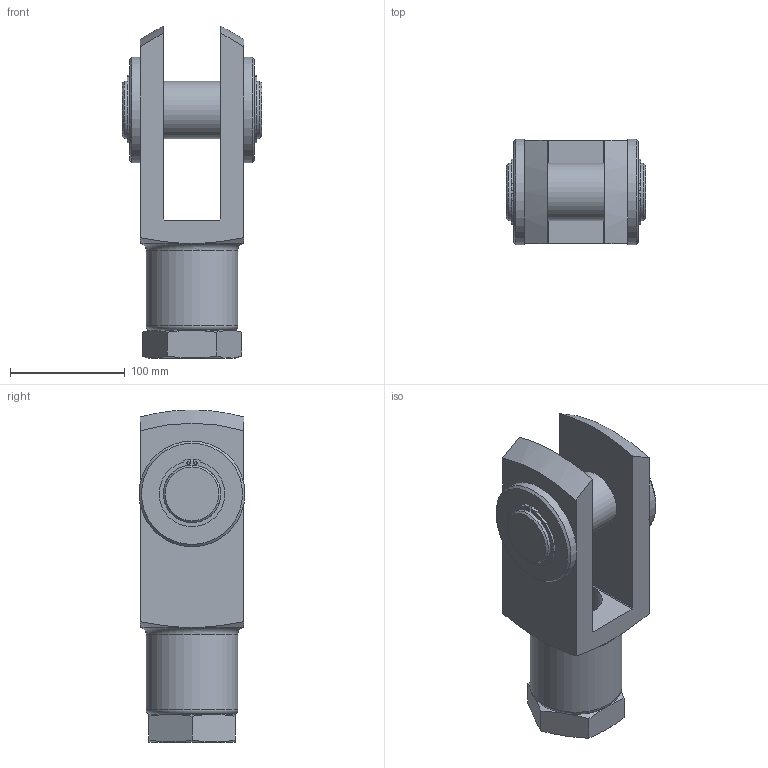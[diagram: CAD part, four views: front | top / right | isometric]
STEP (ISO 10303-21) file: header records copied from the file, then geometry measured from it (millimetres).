
FILE_DESCRIPTION(/* description */ ('STEP AP214'),/* implementation_level */ '2;1');
FILE_NAME(/* name */ '9583_SG-M48X2',/* time_stamp */ '2024-09-15T04:14:57+02:00',/* author */ ('License CC BY-ND 4.0'),/* organization */ ('CADENAS'),/* preprocessor_version */ 'ST-DEVELOPER v19.3',/* originating_system */ 'PARTsolutions',/* authorisation */ ' ');
FILE_SCHEMA (('AUTOMOTIVE_DESIGN {1 0 10303 214 3 1 1}'));
Length unit declared in the file: millimetre
Products named in the file (4): 9583 SG-M48x2; 9583 SG-M48x2---(GK); DIN-439-B - M48x2(F); 369509 BO-50-091,0-A2
Assembly tree (3 placements, depth 2):
  9583 SG-M48x2
    9583 SG-M48x2---(GK)
    DIN-439-B - M48x2(F)
    369509 BO-50-091,0-A2
Bounding box: 121.5 x 92 x 289 mm (x, y, z)
Volume: 1289112.3 mm3; surface area: 179996.8 mm2
Topology: 3 solids, 3 shells, 77 faces, 184 edges, 121 vertices
Faces by surface type: plane 40, cylinder 20, cone 15, torus 2
Full cylindrical faces by diameter (mm): 2.5 x4, 45.835 x2, 50 x5, 80 x1, 92 x2
Entity records: 2205 total; most frequent: CARTESIAN_POINT 455, DIRECTION 344, ORIENTED_EDGE 300, EDGE_CURVE 150, AXIS2_PLACEMENT_3D 143, EDGE_LOOP 118, FACE_BOUND 118, VERTEX_POINT 112
